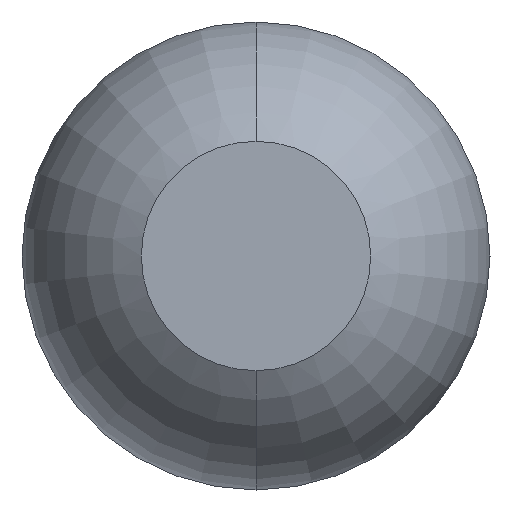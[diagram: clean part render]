
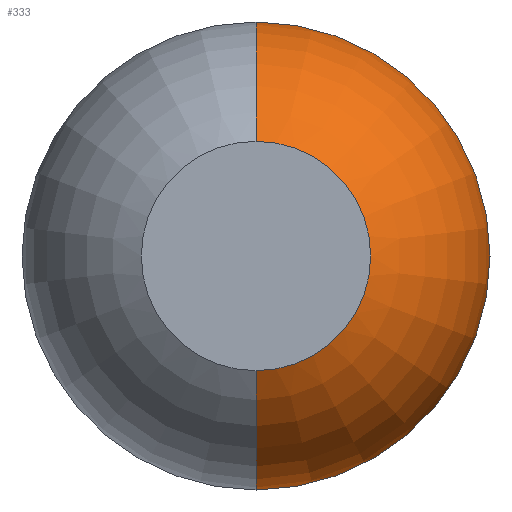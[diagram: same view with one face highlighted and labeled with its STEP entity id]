
A CAD part, front view. The second image highlights one B-rep face of the part: STEP entity #333.
In plain terms, the highlighted toroidal (fillet/blend) face has major radius 0.01 mm and minor radius 0.5 mm.
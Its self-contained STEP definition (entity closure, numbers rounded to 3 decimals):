
#2 = CIRCLE ( 'NONE', #1186, 0.5 ) ;
#42 = AXIS2_PLACEMENT_3D ( 'NONE', #1969, #1922, #1658 ) ;
#132 = ORIENTED_EDGE ( 'NONE', *, *, #502, .T. ) ;
#147 = VERTEX_POINT ( 'NONE', #421 ) ;
#171 = AXIS2_PLACEMENT_3D ( 'NONE', #1807, #2096, #933 ) ;
#333 = ADVANCED_FACE ( 'Defeature ausgef�hrt1_0', ( #1877 ), #1555, .T. ) ;
#421 = CARTESIAN_POINT ( 'NONE',  ( 0., -24.961, 0.51 ) ) ;
#502 = EDGE_CURVE ( 'NONE', #147, #2458, #2, .T. ) ;
#555 = ORIENTED_EDGE ( 'NONE', *, *, #871, .T. ) ;
#742 = CARTESIAN_POINT ( 'NONE',  ( 0., -25.4, -0.25 ) ) ;
#767 = DIRECTION ( 'NONE',  ( 0., 0., -1. ) ) ;
#834 = CARTESIAN_POINT ( 'NONE',  ( 0., -25.4, 0.25 ) ) ;
#871 = EDGE_CURVE ( 'Defeature ausgef�hrt1_0+Defeature ausgef�hrt1_12+Defeature ausgef�hrt1_12+Defeature ausgef�hrt1_12', #2458, #3257, #3119, .T. ) ;
#933 = DIRECTION ( 'NONE',  ( 0., 0., 1. ) ) ;
#1130 = EDGE_LOOP ( 'NONE', ( #2376, #132, #555, #3086 ) ) ;
#1186 = AXIS2_PLACEMENT_3D ( 'NONE', #2742, #2187, #767 ) ;
#1291 = AXIS2_PLACEMENT_3D ( 'NONE', #3178, #2318, #2615 ) ;
#1555 = TOROIDAL_SURFACE ( 'NONE', #42, 0.01, 0.5 ) ;
#1629 = VERTEX_POINT ( 'NONE', #3027 ) ;
#1658 = DIRECTION ( 'NONE',  ( 0., 0., -1. ) ) ;
#1807 = CARTESIAN_POINT ( 'NONE',  ( 0., -25.4, 0. ) ) ;
#1815 = EDGE_CURVE ( 'NONE', #1629, #3257, #2059, .T. ) ;
#1877 = FACE_OUTER_BOUND ( 'NONE', #1130, .T. ) ;
#1922 = DIRECTION ( 'NONE',  ( 0., -1., 0. ) ) ;
#1969 = CARTESIAN_POINT ( 'NONE',  ( 0., -24.961, 0. ) ) ;
#2011 = CIRCLE ( 'NONE', #1291, 0.51 ) ;
#2022 = DIRECTION ( 'NONE',  ( -1., 0., 0. ) ) ;
#2059 = CIRCLE ( 'NONE', #3466, 0.5 ) ;
#2096 = DIRECTION ( 'NONE',  ( 0., 1., 0. ) ) ;
#2187 = DIRECTION ( 'NONE',  ( 1., 0., 0. ) ) ;
#2318 = DIRECTION ( 'NONE',  ( 0., -1., 0. ) ) ;
#2328 = CARTESIAN_POINT ( 'NONE',  ( 0., -24.961, -0.01 ) ) ;
#2376 = ORIENTED_EDGE ( 'NONE', *, *, #3084, .T. ) ;
#2458 = VERTEX_POINT ( 'NONE', #834 ) ;
#2615 = DIRECTION ( 'NONE',  ( 0., 0., -1. ) ) ;
#2742 = CARTESIAN_POINT ( 'NONE',  ( 0., -24.961, 0.01 ) ) ;
#3027 = CARTESIAN_POINT ( 'NONE',  ( 0., -24.961, -0.51 ) ) ;
#3084 = EDGE_CURVE ( 'Defeature ausgef�hrt1_0+Defeature ausgef�hrt1_6+Defeature ausgef�hrt1_6+Defeature ausgef�hrt1_6', #1629, #147, #2011, .T. ) ;
#3086 = ORIENTED_EDGE ( 'NONE', *, *, #1815, .F. ) ;
#3119 = CIRCLE ( 'NONE', #171, 0.25 ) ;
#3178 = CARTESIAN_POINT ( 'NONE',  ( 0., -24.961, 0. ) ) ;
#3257 = VERTEX_POINT ( 'NONE', #742 ) ;
#3466 = AXIS2_PLACEMENT_3D ( 'NONE', #2328, #2022, #3473 ) ;
#3473 = DIRECTION ( 'NONE',  ( 0., 0., 1. ) ) ;
